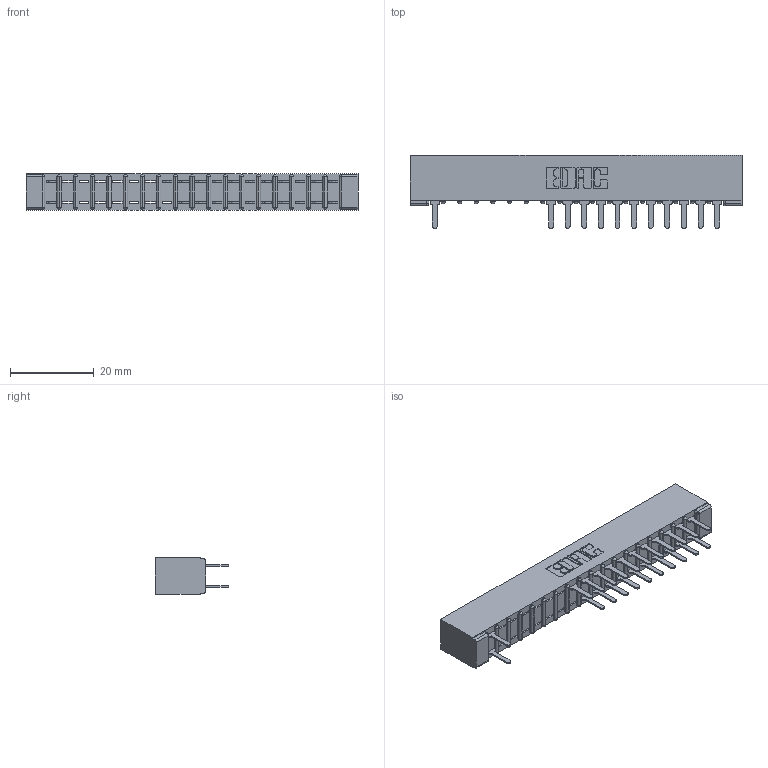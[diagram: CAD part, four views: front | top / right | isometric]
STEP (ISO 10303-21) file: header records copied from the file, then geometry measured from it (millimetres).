
FILE_DESCRIPTION (( 'STEP AP203' ), '1' );
FILE_NAME ('307-036-520-201.STEP', '2018-08-05T08:47:25', ( '' ), ( '' ), 'SwSTEP 2.0', 'SolidWorks 2016', '' );
FILE_SCHEMA (( 'CONFIG_CONTROL_DESIGN' ));
Length unit declared in the file: inch
Products named in the file (3): 307-290-001_520; 307-036-520-201; 307 Part_No Mounting Lugs
Assembly tree (24 placements, depth 2):
  307-036-520-201
    307 Part_No Mounting Lugs
    307-290-001_520  x23
Bounding box: 79.2 x 17.42 x 8.71 mm (x, y, z)
Volume: 5262.4 mm3; surface area: 8626 mm2
Topology: 24 solids, 24 shells, 1317 faces, 3705 edges, 2386 vertices
Faces by surface type: plane 857, cylinder 422, sphere 38
Entity records: 18240 total; most frequent: CARTESIAN_POINT 3041, ORIENTED_EDGE 3022, DIRECTION 2975, EDGE_CURVE 1511, VECTOR 1151, LINE 1151, VERTEX_POINT 978, AXIS2_PLACEMENT_3D 912
